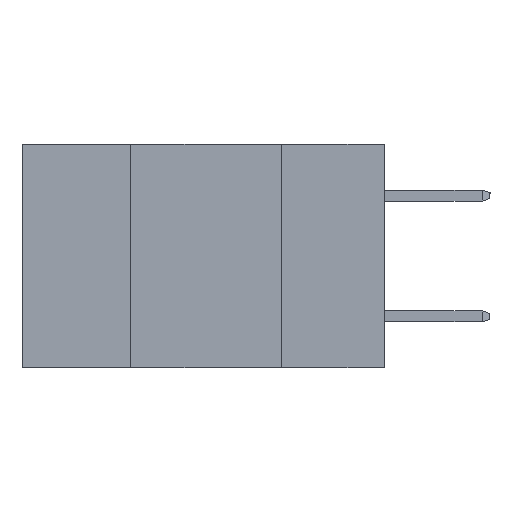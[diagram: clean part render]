
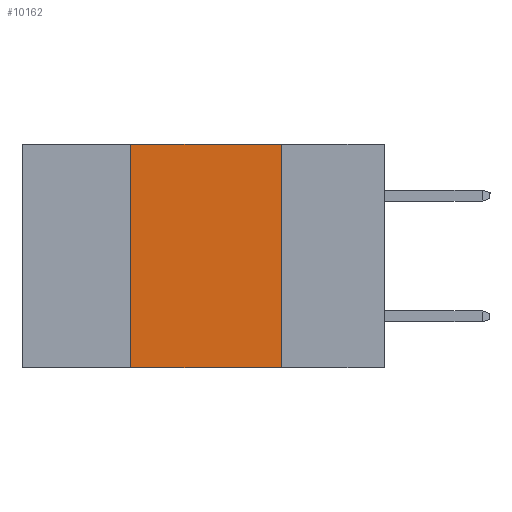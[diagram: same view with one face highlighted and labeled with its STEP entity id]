
A CAD part, left-side view. The second image highlights one B-rep face of the part: STEP entity #10162.
In plain terms, the highlighted planar face has unit normal (-1, 0, 0).
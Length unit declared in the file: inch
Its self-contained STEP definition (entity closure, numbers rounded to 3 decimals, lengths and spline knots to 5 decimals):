
#1073 = VECTOR ( 'NONE', #3960, 39.37008 ) ;
#1228 = DIRECTION ( 'NONE',  ( 0., 0., -1. ) ) ;
#1511 = CARTESIAN_POINT ( 'NONE',  ( 0., 0.6, 0. ) ) ;
#1728 = DIRECTION ( 'NONE',  ( 0., 0., -1. ) ) ;
#2316 = CARTESIAN_POINT ( 'NONE',  ( 0., 0.6, 0. ) ) ;
#3433 = DIRECTION ( 'NONE',  ( 1., 0., 0. ) ) ;
#3960 = DIRECTION ( 'NONE',  ( 0., 0., 1. ) ) ;
#4023 = EDGE_CURVE ( 'NONE', #24773, #14082, #10313, .T. ) ;
#4711 = ORIENTED_EDGE ( 'NONE', *, *, #4023, .F. ) ;
#6116 = CARTESIAN_POINT ( 'NONE',  ( 0., 0.17, -0.37 ) ) ;
#6319 = EDGE_CURVE ( 'NONE', #8006, #19974, #20649, .T. ) ;
#6844 = DIRECTION ( 'NONE',  ( 0., -1., 0. ) ) ;
#7673 = AXIS2_PLACEMENT_3D ( 'NONE', #1511, #3433, #1228 ) ;
#7782 = VECTOR ( 'NONE', #6844, 39.37008 ) ;
#8006 = VERTEX_POINT ( 'NONE', #15943 ) ;
#8506 = DIRECTION ( 'NONE',  ( 0., -1., 0. ) ) ;
#8928 = ORIENTED_EDGE ( 'NONE', *, *, #6319, .F. ) ;
#9055 = CARTESIAN_POINT ( 'NONE',  ( 0., 0.6, -0.37 ) ) ;
#9078 = EDGE_CURVE ( 'NONE', #14082, #8006, #10586, .T. ) ;
#10162 = ADVANCED_FACE ( 'NONE', ( #16017 ), #13805, .F. ) ;
#10313 = LINE ( 'NONE', #12248, #1073 ) ;
#10586 = LINE ( 'NONE', #2316, #21788 ) ;
#10872 = LINE ( 'NONE', #9055, #7782 ) ;
#11638 = VECTOR ( 'NONE', #1728, 39.37008 ) ;
#12248 = CARTESIAN_POINT ( 'NONE',  ( 0., 0.42, -0.37 ) ) ;
#13516 = EDGE_CURVE ( 'NONE', #24773, #19974, #10872, .T. ) ;
#13805 = PLANE ( 'NONE',  #7673 ) ;
#13840 = ORIENTED_EDGE ( 'NONE', *, *, #9078, .F. ) ;
#14082 = VERTEX_POINT ( 'NONE', #16328 ) ;
#14488 = EDGE_LOOP ( 'NONE', ( #8928, #13840, #4711, #17848 ) ) ;
#15943 = CARTESIAN_POINT ( 'NONE',  ( 0., 0.17, 0. ) ) ;
#16017 = FACE_OUTER_BOUND ( 'NONE', #14488, .T. ) ;
#16328 = CARTESIAN_POINT ( 'NONE',  ( 0., 0.42, 0. ) ) ;
#17381 = CARTESIAN_POINT ( 'NONE',  ( 0., 0.17, -0.37 ) ) ;
#17848 = ORIENTED_EDGE ( 'NONE', *, *, #13516, .T. ) ;
#19974 = VERTEX_POINT ( 'NONE', #17381 ) ;
#20649 = LINE ( 'NONE', #6116, #11638 ) ;
#21287 = CARTESIAN_POINT ( 'NONE',  ( 0., 0.42, -0.37 ) ) ;
#21788 = VECTOR ( 'NONE', #8506, 39.37008 ) ;
#24773 = VERTEX_POINT ( 'NONE', #21287 ) ;
